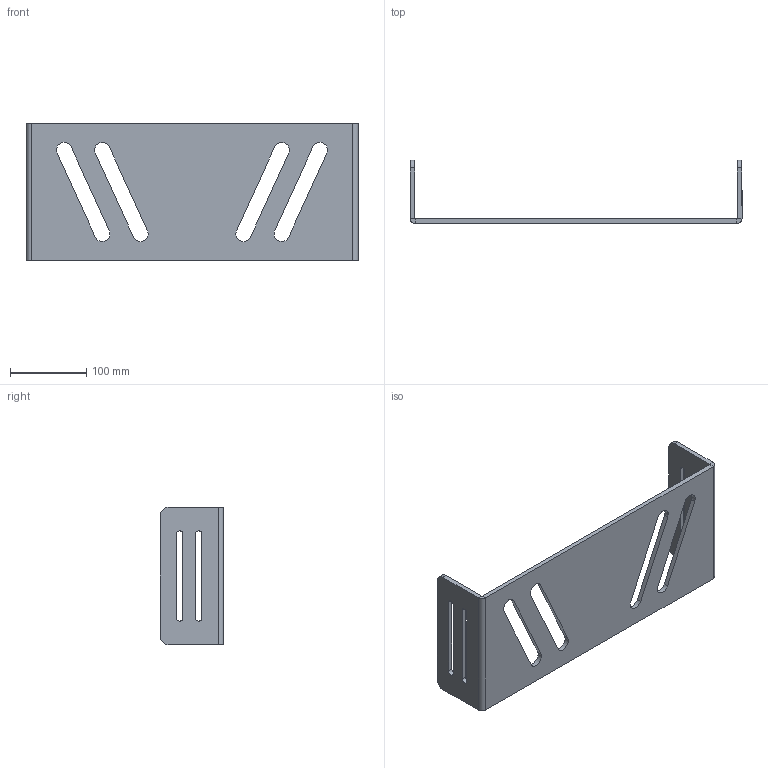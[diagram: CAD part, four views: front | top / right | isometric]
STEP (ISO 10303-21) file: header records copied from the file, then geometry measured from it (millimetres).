
FILE_DESCRIPTION (( 'STEP AP214' ), '1' );
FILE_NAME ('keyboard_mount.STEP', '2025-02-15T23:18:01', ( '' ), ( '' ), 'SwSTEP 2.0', 'SolidWorks 2025', '' );
FILE_SCHEMA (( 'AUTOMOTIVE_DESIGN' ));
Length unit declared in the file: millimetre
Products named in the file (1): keyboard_mount
Bounding box: 435 x 82.6 x 180 mm (x, y, z)
Volume: 542240.5 mm3; surface area: 203045 mm2
Topology: 1 solids, 1 shells, 66 faces, 176 edges, 112 vertices
Faces by surface type: plane 34, cylinder 32
Entity records: 2111 total; most frequent: DIRECTION 374, CARTESIAN_POINT 355, ORIENTED_EDGE 352, EDGE_CURVE 176, AXIS2_PLACEMENT_3D 131, VERTEX_POINT 112, LINE 112, VECTOR 112
